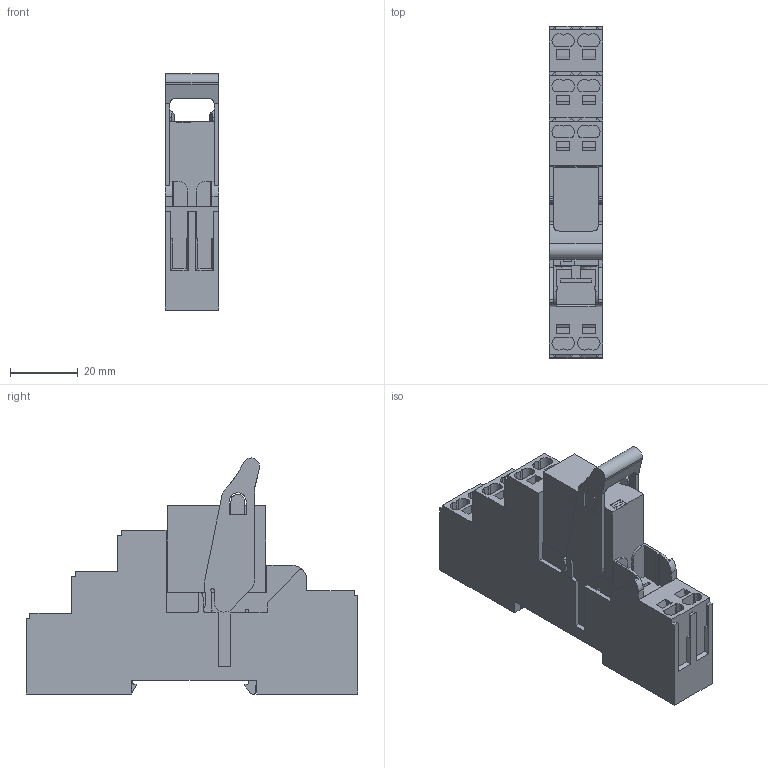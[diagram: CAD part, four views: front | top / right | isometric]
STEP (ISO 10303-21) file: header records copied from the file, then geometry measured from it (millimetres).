
FILE_DESCRIPTION(('CATIA V5R24 STEP','CAx-IF Rec.Pracs.--- Model Styling and Organization---1.2---2011-12-15'),'2;1');
FILE_NAME ('7248953_5', '2018-02-06T12:34:46+00:00', ('Weidmueller Interface'), ('Weidmueller'), 'CATIA Version 5-6 Release 2014 SP4', 'CATIA V5 STEP AP214', 'none');
FILE_SCHEMA(('AUTOMOTIVE_DESIGN { 1 0 10303 214 1 1 1 1 }'));
Length unit declared in the file: millimetre
Products named in the file (1): S3D_RCIKITP_XXXVAC_XCO_LD
Bounding box: 15.8 x 98 x 69.69 mm (x, y, z)
Volume: 56032.5 mm3; surface area: 20173.8 mm2
Topology: 12 solids, 12 shells, 543 faces, 1528 edges, 1036 vertices
Faces by surface type: plane 423, cylinder 118, extrusion 2
Entity records: 17507 total; most frequent: CARTESIAN_POINT 3773, ORIENTED_EDGE 3056, DIRECTION 2122, EDGE_CURVE 1528, VECTOR 1173, LINE 1171, VERTEX_POINT 1036, EDGE_LOOP 578
